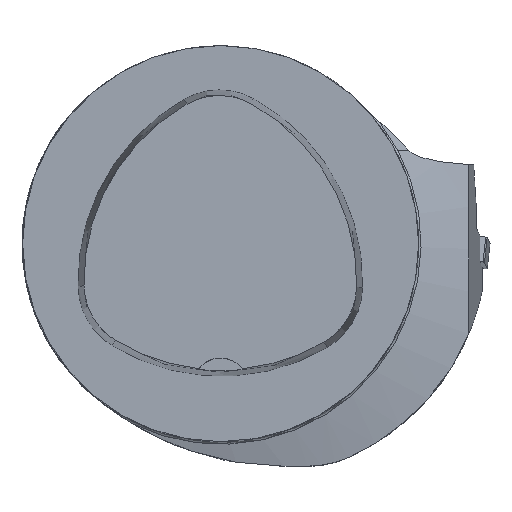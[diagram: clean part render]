
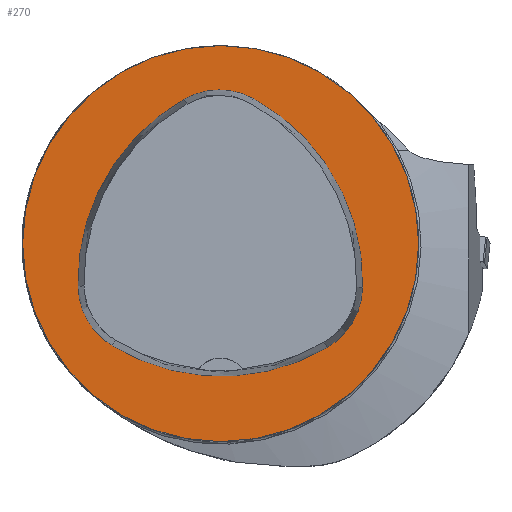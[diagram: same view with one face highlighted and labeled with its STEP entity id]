
A CAD part, top view. The second image highlights one B-rep face of the part: STEP entity #270.
In plain terms, the highlighted planar face has unit normal (0, 0, 1).
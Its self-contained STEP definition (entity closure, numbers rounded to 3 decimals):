
#123=PLANE('',#1482);
#270=ADVANCED_FACE('',(#503,#504),#123,.T.);
#503=FACE_BOUND('',#562,.T.);
#504=FACE_BOUND('',#563,.T.);
#562=EDGE_LOOP('',(#893,#894,#895,#896,#897,#898));
#563=EDGE_LOOP('',(#899));
#593=CIRCLE('',#1385,50.);
#610=CIRCLE('',#1460,53.);
#612=CIRCLE('',#1463,18.);
#614=CIRCLE('',#1466,53.);
#616=CIRCLE('',#1469,18.);
#620=CIRCLE('',#1474,53.);
#622=CIRCLE('',#1477,18.);
#893=ORIENTED_EDGE('',*,*,#1249,.T.);
#894=ORIENTED_EDGE('',*,*,#1229,.T.);
#895=ORIENTED_EDGE('',*,*,#1233,.T.);
#896=ORIENTED_EDGE('',*,*,#1236,.T.);
#897=ORIENTED_EDGE('',*,*,#1239,.T.);
#898=ORIENTED_EDGE('',*,*,#1247,.T.);
#899=ORIENTED_EDGE('',*,*,#1120,.F.);
#1000=VERTEX_POINT('',#1940);
#1076=VERTEX_POINT('',#2272);
#1077=VERTEX_POINT('',#2273);
#1080=VERTEX_POINT('',#2281);
#1082=VERTEX_POINT('',#2287);
#1084=VERTEX_POINT('',#2293);
#1091=VERTEX_POINT('',#2314);
#1120=EDGE_CURVE('',#1000,#1000,#593,.T.);
#1229=EDGE_CURVE('',#1076,#1077,#610,.T.);
#1233=EDGE_CURVE('',#1077,#1080,#612,.T.);
#1236=EDGE_CURVE('',#1080,#1082,#614,.T.);
#1239=EDGE_CURVE('',#1082,#1084,#616,.T.);
#1247=EDGE_CURVE('',#1084,#1091,#620,.T.);
#1249=EDGE_CURVE('',#1091,#1076,#622,.T.);
#1385=AXIS2_PLACEMENT_3D('',#1939,#1549,#1550);
#1460=AXIS2_PLACEMENT_3D('',#2271,#1752,#1753);
#1463=AXIS2_PLACEMENT_3D('',#2280,#1760,#1761);
#1466=AXIS2_PLACEMENT_3D('',#2286,#1767,#1768);
#1469=AXIS2_PLACEMENT_3D('',#2292,#1774,#1775);
#1474=AXIS2_PLACEMENT_3D('',#2315,#1786,#1787);
#1477=AXIS2_PLACEMENT_3D('',#2318,#1792,#1793);
#1482=AXIS2_PLACEMENT_3D('',#2323,#1802,#1803);
#1549=DIRECTION('',(0.,0.,-1.));
#1550=DIRECTION('',(-1.,0.,0.));
#1752=DIRECTION('',(0.,0.,-1.));
#1753=DIRECTION('',(-1.,0.,0.));
#1760=DIRECTION('',(0.,0.,-1.));
#1761=DIRECTION('',(-1.,0.,0.));
#1767=DIRECTION('',(0.,0.,-1.));
#1768=DIRECTION('',(-1.,0.,0.));
#1774=DIRECTION('',(0.,0.,-1.));
#1775=DIRECTION('',(-1.,0.,0.));
#1786=DIRECTION('',(0.,0.,-1.));
#1787=DIRECTION('',(-1.,0.,0.));
#1792=DIRECTION('',(0.,0.,-1.));
#1793=DIRECTION('',(-1.,0.,0.));
#1802=DIRECTION('',(0.,0.,1.));
#1803=DIRECTION('',(1.,0.,0.));
#1939=CARTESIAN_POINT('',(0.,0.,0.));
#1940=CARTESIAN_POINT('',(-50.,0.,0.));
#2271=CARTESIAN_POINT('',(16.978,-9.621,0.));
#2272=CARTESIAN_POINT('',(-36.009,-10.801,0.));
#2273=CARTESIAN_POINT('',(-9.238,36.441,0.));
#2280=CARTESIAN_POINT('',(-0.334,20.797,0.));
#2281=CARTESIAN_POINT('',(8.312,36.585,0.));
#2286=CARTESIAN_POINT('',(-17.147,-9.9,0.));
#2287=CARTESIAN_POINT('',(35.839,-11.094,0.));
#2292=CARTESIAN_POINT('',(17.844,-10.688,0.));
#2293=CARTESIAN_POINT('',(26.94,-26.221,0.));
#2314=CARTESIAN_POINT('',(-27.358,-25.784,0.));
#2315=CARTESIAN_POINT('',(0.157,19.514,0.));
#2318=CARTESIAN_POINT('',(-18.013,-10.4,0.));
#2323=CARTESIAN_POINT('',(0.,0.,0.));
